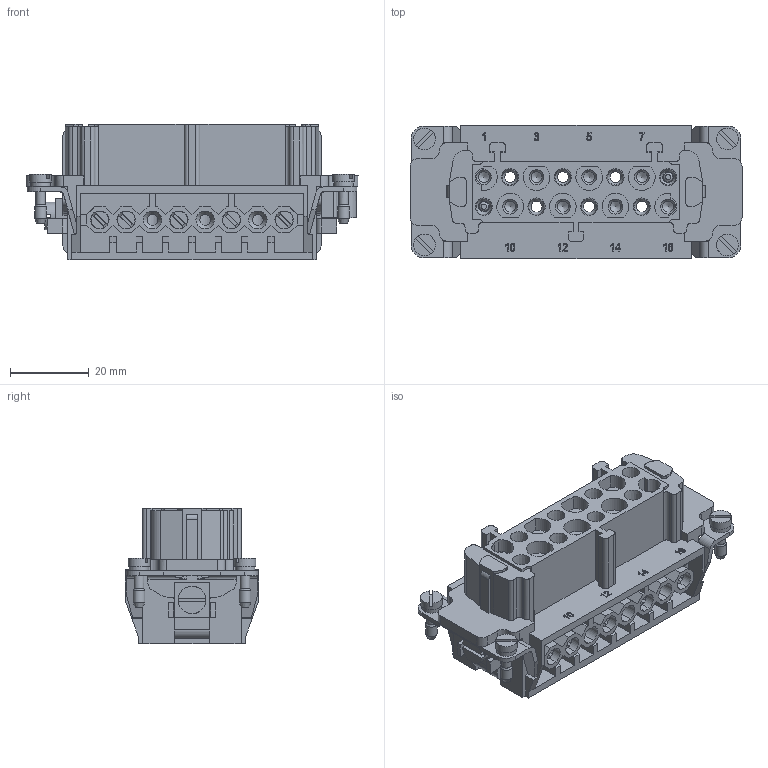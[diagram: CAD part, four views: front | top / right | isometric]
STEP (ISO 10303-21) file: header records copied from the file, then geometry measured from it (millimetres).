
FILE_DESCRIPTION(/* description */ (''),/* implementation_level */ '2;1');
FILE_NAME(/* name */ '100217799ugm000_b.stp',/* time_stamp */ '2019-08-21T10:58:33+02:00',/* author */ (''),/* organization */ (''),/* preprocessor_version */ 'ST-DEVELOPER v16.7',/* originating_system */ 'SIEMENS PLM Software NX 12.0',/* authorisation */ '');
FILE_SCHEMA (('AUTOMOTIVE_DESIGN { 1 0 10303 214 3 1 1 1 }'));
Products named in the file (1): 100217799ugm000_b
Bounding box: 84.5 x 34 x 34.6 mm (x, y, z)
Volume: 39977.6 mm3; surface area: 27320.7 mm2
Topology: 1 solids, 3 shells, 1900 faces, 5668 edges, 4359 vertices
Faces by surface type: plane 1076, extrusion 268, cylinder 256, bspline 162, cone 122, torus 16
Full cylindrical faces by diameter (mm): 1.025 x1, 1.211 x1, 2.3 x2, 2.438 x2, 2.5 x6, 2.8 x16, 3 x4, 3.05 x8, 3.2 x8, 5 x4, 5.5 x4, 7 x1
Entity records: 84352 total; most frequent: CARTESIAN_POINT 22620, ORIENTED_EDGE 10002, DIRECTION 8155, EDGE_CURVE 5001, VECTOR 3599, VERTEX_POINT 3374, LINE 3331, PRESENTATION_STYLE_ASSIGNMENT 2372
